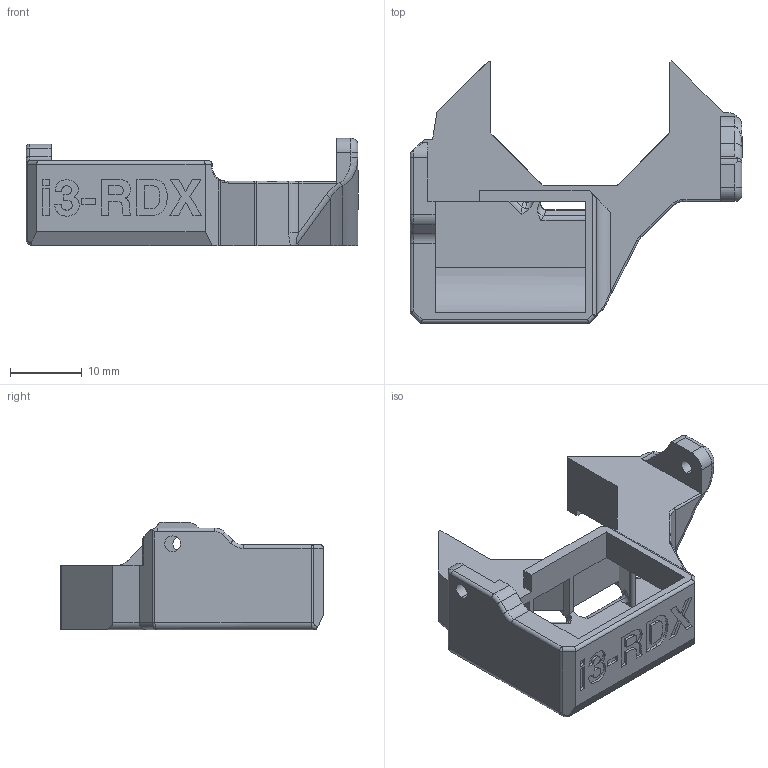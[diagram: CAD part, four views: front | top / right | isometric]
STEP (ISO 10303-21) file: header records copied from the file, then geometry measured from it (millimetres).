
FILE_DESCRIPTION (( 'STEP AP214' ), '1' );
FILE_NAME ('A_Fan_duct.STEP', '2024-10-12T22:34:14', ( '' ), ( '' ), 'SwSTEP 2.0', 'SolidWorks 2024', '' );
FILE_SCHEMA (( 'AUTOMOTIVE_DESIGN' ));
Length unit declared in the file: millimetre
Products named in the file (1): A_Fan_duct
Bounding box: 46.36 x 36.68 x 15 mm (x, y, z)
Volume: 4472.7 mm3; surface area: 5678.3 mm2
Topology: 1 solids, 1 shells, 331 faces, 899 edges, 564 vertices
Faces by surface type: plane 149, cylinder 98, bspline 76, torus 7, sphere 1
Entity records: 12404 total; most frequent: CARTESIAN_POINT 4770, ORIENTED_EDGE 1788, DIRECTION 1323, EDGE_CURVE 894, VERTEX_POINT 564, VECTOR 553, LINE 553, AXIS2_PLACEMENT_3D 385
